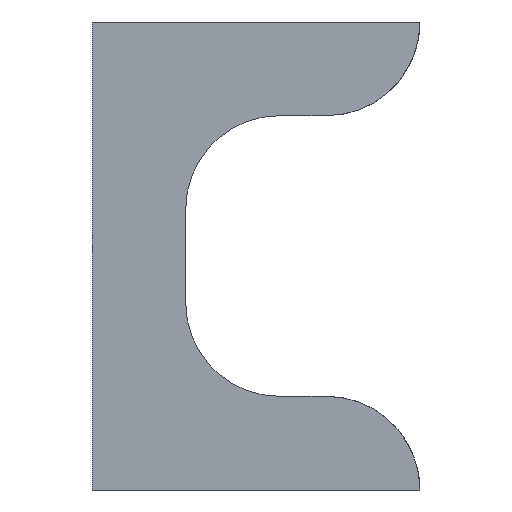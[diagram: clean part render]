
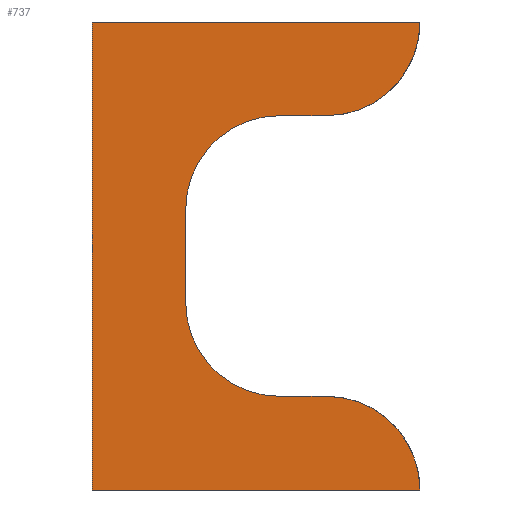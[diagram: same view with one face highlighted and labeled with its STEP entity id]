
A CAD part, left-side view. The second image highlights one B-rep face of the part: STEP entity #737.
In plain terms, the highlighted planar face has unit normal (-1, 0, 0).
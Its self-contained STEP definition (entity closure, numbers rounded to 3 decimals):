
#57=PLANE('',#845);
#123=FACE_OUTER_BOUND('',#179,.T.);
#179=EDGE_LOOP('',(#667,#668,#669,#670,#671,#672,#673,#674,#675,#676));
#218=LINE('',#1229,#274);
#221=LINE('',#1240,#277);
#227=LINE('',#1260,#283);
#236=LINE('',#1276,#292);
#241=LINE('',#1286,#297);
#242=LINE('',#1288,#298);
#274=VECTOR('',#1016,10.);
#277=VECTOR('',#1027,10.);
#283=VECTOR('',#1049,10.);
#292=VECTOR('',#1062,10.);
#297=VECTOR('',#1075,10.);
#298=VECTOR('',#1078,10.);
#332=CIRCLE('',#825,20.);
#334=CIRCLE('',#829,20.);
#335=CIRCLE('',#833,20.);
#336=CIRCLE('',#836,20.);
#379=VERTEX_POINT('',#1214);
#380=VERTEX_POINT('',#1216);
#384=VERTEX_POINT('',#1227);
#387=VERTEX_POINT('',#1234);
#388=VERTEX_POINT('',#1236);
#390=VERTEX_POINT('',#1245);
#391=VERTEX_POINT('',#1251);
#392=VERTEX_POINT('',#1252);
#398=VERTEX_POINT('',#1273);
#399=VERTEX_POINT('',#1275);
#459=EDGE_CURVE('',#379,#380,#332,.T.);
#466=EDGE_CURVE('',#379,#384,#218,.T.);
#469=EDGE_CURVE('',#387,#388,#334,.T.);
#471=EDGE_CURVE('',#387,#380,#221,.T.);
#475=EDGE_CURVE('',#390,#384,#335,.T.);
#477=EDGE_CURVE('',#391,#392,#336,.T.);
#481=EDGE_CURVE('',#388,#391,#227,.T.);
#490=EDGE_CURVE('',#398,#399,#236,.T.);
#495=EDGE_CURVE('',#390,#399,#241,.T.);
#496=EDGE_CURVE('',#392,#398,#242,.T.);
#667=ORIENTED_EDGE('',*,*,#475,.F.);
#668=ORIENTED_EDGE('',*,*,#495,.T.);
#669=ORIENTED_EDGE('',*,*,#490,.F.);
#670=ORIENTED_EDGE('',*,*,#496,.F.);
#671=ORIENTED_EDGE('',*,*,#477,.F.);
#672=ORIENTED_EDGE('',*,*,#481,.F.);
#673=ORIENTED_EDGE('',*,*,#469,.F.);
#674=ORIENTED_EDGE('',*,*,#471,.T.);
#675=ORIENTED_EDGE('',*,*,#459,.F.);
#676=ORIENTED_EDGE('',*,*,#466,.T.);
#737=ADVANCED_FACE('',(#123),#57,.T.);
#825=AXIS2_PLACEMENT_3D('',#1217,#1006,#1007);
#829=AXIS2_PLACEMENT_3D('',#1237,#1022,#1023);
#833=AXIS2_PLACEMENT_3D('',#1247,#1034,#1035);
#836=AXIS2_PLACEMENT_3D('',#1253,#1041,#1042);
#845=AXIS2_PLACEMENT_3D('',#1287,#1076,#1077);
#1006=DIRECTION('center_axis',(-1.,0.,0.));
#1007=DIRECTION('ref_axis',(0.,0.707,0.707));
#1016=DIRECTION('',(0.,-1.,0.));
#1022=DIRECTION('center_axis',(-1.,0.,0.));
#1023=DIRECTION('ref_axis',(0.,0.707,-0.707));
#1027=DIRECTION('',(0.,0.,1.));
#1034=DIRECTION('center_axis',(1.,0.,0.));
#1035=DIRECTION('ref_axis',(0.,-0.707,-0.707));
#1041=DIRECTION('center_axis',(1.,0.,0.));
#1042=DIRECTION('ref_axis',(0.,-0.707,0.707));
#1049=DIRECTION('',(0.,-1.,0.));
#1062=DIRECTION('',(0.,0.,1.));
#1075=DIRECTION('',(0.,1.,0.));
#1076=DIRECTION('center_axis',(-1.,0.,0.));
#1077=DIRECTION('ref_axis',(0.,0.,1.));
#1078=DIRECTION('',(0.,1.,0.));
#1214=CARTESIAN_POINT('',(-102.465,-20.,29.95));
#1216=CARTESIAN_POINT('',(-102.465,0.,9.95));
#1217=CARTESIAN_POINT('Origin',(-102.465,-20.,9.95));
#1227=CARTESIAN_POINT('',(-102.465,-30.,29.95));
#1229=CARTESIAN_POINT('',(-102.465,0.,29.95));
#1234=CARTESIAN_POINT('',(-102.465,0.,-9.95));
#1236=CARTESIAN_POINT('',(-102.465,-20.,-29.95));
#1237=CARTESIAN_POINT('Origin',(-102.465,-20.,-9.95));
#1240=CARTESIAN_POINT('',(-102.465,0.,-49.95));
#1245=CARTESIAN_POINT('',(-102.465,-50.,49.95));
#1247=CARTESIAN_POINT('Origin',(-102.465,-30.,49.95));
#1251=CARTESIAN_POINT('',(-102.465,-30.,-29.95));
#1252=CARTESIAN_POINT('',(-102.465,-50.,-49.95));
#1253=CARTESIAN_POINT('Origin',(-102.465,-30.,-49.95));
#1260=CARTESIAN_POINT('',(-102.465,0.,-29.95));
#1273=CARTESIAN_POINT('',(-102.465,20.,-49.95));
#1275=CARTESIAN_POINT('',(-102.465,20.,49.95));
#1276=CARTESIAN_POINT('',(-102.465,20.,-49.95));
#1286=CARTESIAN_POINT('',(-102.465,0.,49.95));
#1287=CARTESIAN_POINT('Origin',(-102.465,0.,-49.95));
#1288=CARTESIAN_POINT('',(-102.465,0.,-49.95));
